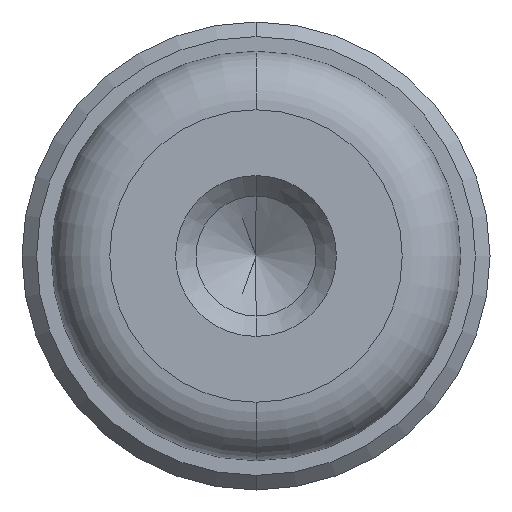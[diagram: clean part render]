
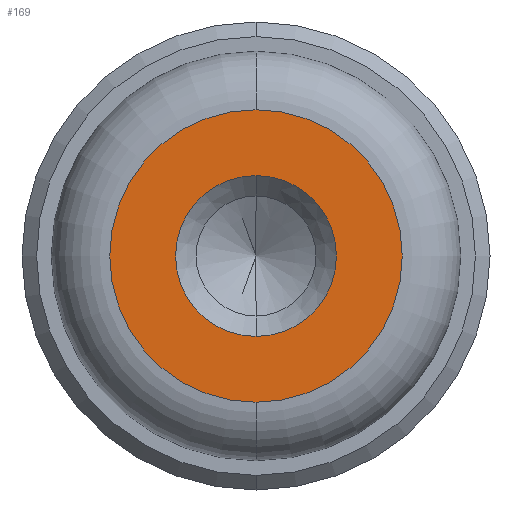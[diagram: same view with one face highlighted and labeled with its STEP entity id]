
A CAD part, front view. The second image highlights one B-rep face of the part: STEP entity #169.
In plain terms, the highlighted planar face has unit normal (0, -1, 0).
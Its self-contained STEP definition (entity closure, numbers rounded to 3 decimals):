
#55 = AXIS2_PLACEMENT_3D ( 'NONE', #492, #461, #549 ) ;
#56 = AXIS2_PLACEMENT_3D ( 'NONE', #265, #264, #263 ) ;
#59 = AXIS2_PLACEMENT_3D ( 'NONE', #286, #285, #284 ) ;
#60 = FACE_BOUND ( 'NONE', #321, .T. ) ;
#71 = AXIS2_PLACEMENT_3D ( 'NONE', #515, #526, #506 ) ;
#78 = FACE_OUTER_BOUND ( 'NONE', #320, .T. ) ;
#83 = AXIS2_PLACEMENT_3D ( 'NONE', #256, #252, #251 ) ;
#157 = CIRCLE ( 'NONE', #71, 5. ) ;
#163 = CIRCLE ( 'NONE', #55, 5. ) ;
#165 = CIRCLE ( 'NONE', #83, 2.75 ) ;
#169 = ADVANCED_FACE ( 'NONE', ( #60, #78 ), #287, .T. ) ;
#176 = EDGE_CURVE ( 'NONE', #383, #378, #198, .T. ) ;
#181 = EDGE_CURVE ( 'NONE', #378, #383, #165, .T. ) ;
#185 = EDGE_CURVE ( 'NONE', #374, #381, #163, .T. ) ;
#191 = EDGE_CURVE ( 'NONE', #381, #374, #157, .T. ) ;
#198 = CIRCLE ( 'NONE', #56, 2.75 ) ;
#251 = DIRECTION ( 'NONE',  ( 0., 0., -1. ) ) ;
#252 = DIRECTION ( 'NONE',  ( 0., -1., 0. ) ) ;
#256 = CARTESIAN_POINT ( 'NONE',  ( 0., -3., 0. ) ) ;
#263 = DIRECTION ( 'NONE',  ( 0., 0., -1. ) ) ;
#264 = DIRECTION ( 'NONE',  ( 0., -1., 0. ) ) ;
#265 = CARTESIAN_POINT ( 'NONE',  ( 0., -3., 0. ) ) ;
#284 = DIRECTION ( 'NONE',  ( 0., 0., -1. ) ) ;
#285 = DIRECTION ( 'NONE',  ( 0., -1., 0. ) ) ;
#286 = CARTESIAN_POINT ( 'NONE',  ( 0., -3., 0. ) ) ;
#287 = PLANE ( 'NONE',  #59 ) ;
#320 = EDGE_LOOP ( 'NONE', ( #341, #351 ) ) ;
#321 = EDGE_LOOP ( 'NONE', ( #342, #352 ) ) ;
#341 = ORIENTED_EDGE ( 'NONE', *, *, #185, .T. ) ;
#342 = ORIENTED_EDGE ( 'NONE', *, *, #176, .F. ) ;
#351 = ORIENTED_EDGE ( 'NONE', *, *, #191, .T. ) ;
#352 = ORIENTED_EDGE ( 'NONE', *, *, #181, .F. ) ;
#374 = VERTEX_POINT ( 'NONE', #553 ) ;
#378 = VERTEX_POINT ( 'NONE', #447 ) ;
#381 = VERTEX_POINT ( 'NONE', #618 ) ;
#383 = VERTEX_POINT ( 'NONE', #616 ) ;
#447 = CARTESIAN_POINT ( 'NONE',  ( 0., -3., 2.75 ) ) ;
#461 = DIRECTION ( 'NONE',  ( 0., -1., 0. ) ) ;
#492 = CARTESIAN_POINT ( 'NONE',  ( 0., -3., 0. ) ) ;
#506 = DIRECTION ( 'NONE',  ( 0., 0., -1. ) ) ;
#515 = CARTESIAN_POINT ( 'NONE',  ( 0., -3., 0. ) ) ;
#526 = DIRECTION ( 'NONE',  ( 0., -1., 0. ) ) ;
#549 = DIRECTION ( 'NONE',  ( 0., 0., -1. ) ) ;
#553 = CARTESIAN_POINT ( 'NONE',  ( 0., -3., -5. ) ) ;
#616 = CARTESIAN_POINT ( 'NONE',  ( 0., -3., -2.75 ) ) ;
#618 = CARTESIAN_POINT ( 'NONE',  ( 0., -3., 5. ) ) ;
